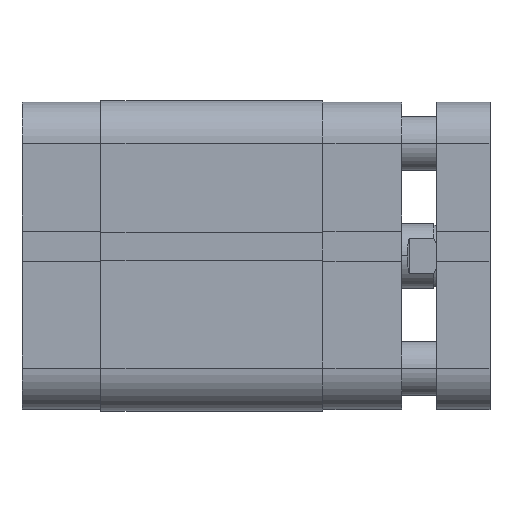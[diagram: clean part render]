
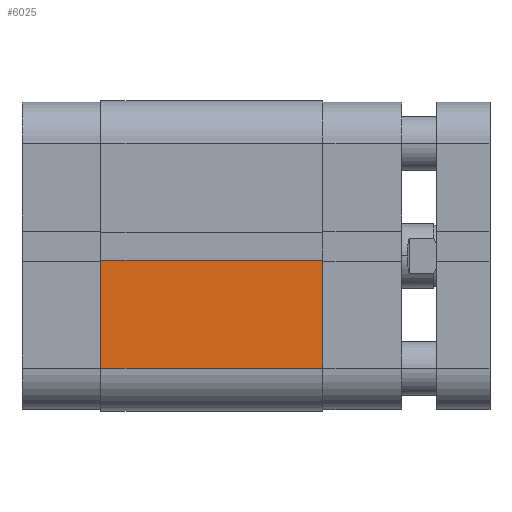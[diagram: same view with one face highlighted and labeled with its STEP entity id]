
A CAD part, top view. The second image highlights one B-rep face of the part: STEP entity #6025.
In plain terms, the highlighted face is planar.
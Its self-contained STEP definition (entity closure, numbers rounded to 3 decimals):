
#68 = VERTEX_POINT ( 'NONE', #6413 ) ;
#76 = VERTEX_POINT ( 'NONE', #6421 ) ;
#80 = VERTEX_POINT ( 'NONE', #6425 ) ;
#165 = VERTEX_POINT ( 'NONE', #6506 ) ;
#266 = VECTOR ( 'NONE', #7413, 1000. ) ;
#270 = LINE ( 'NONE', #7414, #283 ) ;
#279 = LINE ( 'NONE', #7389, #266 ) ;
#283 = VECTOR ( 'NONE', #7417, 1000. ) ;
#286 = LINE ( 'NONE', #7421, #291 ) ;
#291 = VECTOR ( 'NONE', #7427, 1000. ) ;
#814 = LINE ( 'NONE', #1885, #815 ) ;
#815 = VECTOR ( 'NONE', #1886, 1000. ) ;
#953 = FACE_OUTER_BOUND ( 'NONE', #8111, .T. ) ;
#1885 = CARTESIAN_POINT ( 'NONE',  ( 29., -63.941, 0. ) ) ;
#1886 = DIRECTION ( 'NONE',  ( 0., -1., 0. ) ) ;
#2072 = CARTESIAN_POINT ( 'NONE',  ( 29., -63.941, 41.5 ) ) ;
#2073 = PLANE ( 'NONE',  #2587 ) ;
#2075 = DIRECTION ( 'NONE',  ( 1., 0., 0. ) ) ;
#2076 = DIRECTION ( 'NONE',  ( 0., 1., 0. ) ) ;
#2587 = AXIS2_PLACEMENT_3D ( 'NONE', #2072, #2075, #2076 ) ;
#4442 = ORIENTED_EDGE ( 'NONE', *, *, #5466, .T. ) ;
#4443 = ORIENTED_EDGE ( 'NONE', *, *, #5470, .T. ) ;
#4444 = ORIENTED_EDGE ( 'NONE', *, *, #5464, .F. ) ;
#4445 = ORIENTED_EDGE ( 'NONE', *, *, #5778, .F. ) ;
#5464 = EDGE_CURVE ( 'NONE', #68, #76, #279, .T. ) ;
#5466 = EDGE_CURVE ( 'NONE', #165, #80, #270, .T. ) ;
#5470 = EDGE_CURVE ( 'NONE', #68, #165, #286, .T. ) ;
#5778 = EDGE_CURVE ( 'NONE', #76, #80, #814, .T. ) ;
#6025 = ADVANCED_FACE ( 'NONE', ( #953 ), #2073, .T. ) ;
#6413 = CARTESIAN_POINT ( 'NONE',  ( 29., 21., 41.5 ) ) ;
#6421 = CARTESIAN_POINT ( 'NONE',  ( 29., 21., 0. ) ) ;
#6425 = CARTESIAN_POINT ( 'NONE',  ( 29., 0.85, 0. ) ) ;
#6506 = CARTESIAN_POINT ( 'NONE',  ( 29., 0.85, 41.5 ) ) ;
#7389 = CARTESIAN_POINT ( 'NONE',  ( 29., 21., 41.5 ) ) ;
#7413 = DIRECTION ( 'NONE',  ( 0., 0., -1. ) ) ;
#7414 = CARTESIAN_POINT ( 'NONE',  ( 29., 0.85, 41.5 ) ) ;
#7417 = DIRECTION ( 'NONE',  ( 0., 0., -1. ) ) ;
#7421 = CARTESIAN_POINT ( 'NONE',  ( 29., -63.941, 41.5 ) ) ;
#7427 = DIRECTION ( 'NONE',  ( 0., -1., 0. ) ) ;
#8111 = EDGE_LOOP ( 'NONE', ( #4445, #4444, #4443, #4442 ) ) ;
